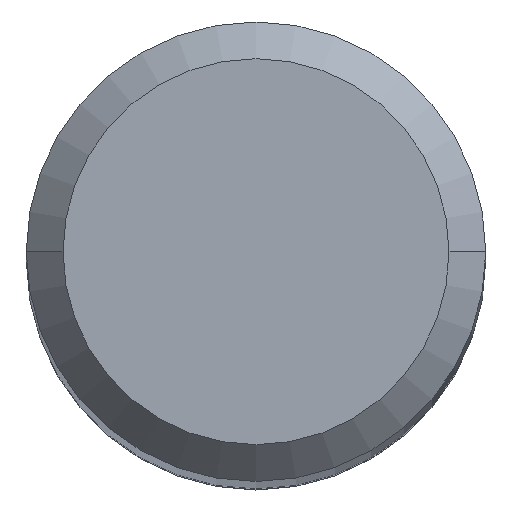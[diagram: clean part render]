
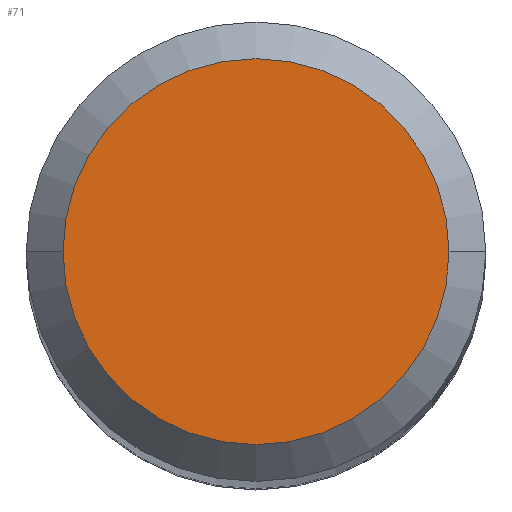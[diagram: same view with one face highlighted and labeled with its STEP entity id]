
A CAD part, top view. The second image highlights one B-rep face of the part: STEP entity #71.
In plain terms, the highlighted planar face has unit normal (0, 0, 1).
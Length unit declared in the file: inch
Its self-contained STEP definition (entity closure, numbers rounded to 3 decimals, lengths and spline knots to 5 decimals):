
#4 = AXIS2_PLACEMENT_3D ( 'NONE', #190, #284, #29 ) ;
#29 = DIRECTION ( 'NONE',  ( 1., 0., 0. ) ) ;
#38 = AXIS2_PLACEMENT_3D ( 'NONE', #94, #222, #139 ) ;
#71 = ADVANCED_FACE ( 'NONE', ( #259 ), #87, .T. ) ;
#86 = EDGE_LOOP ( 'NONE', ( #296, #216 ) ) ;
#87 = PLANE ( 'NONE',  #4 ) ;
#94 = CARTESIAN_POINT ( 'NONE',  ( 0., 0., 2. ) ) ;
#103 = VERTEX_POINT ( 'NONE', #350 ) ;
#111 = CARTESIAN_POINT ( 'NONE',  ( 0., 0., 2. ) ) ;
#115 = EDGE_CURVE ( 'NONE', #199, #103, #148, .T. ) ;
#118 = CIRCLE ( 'NONE', #325, 0.07875 ) ;
#139 = DIRECTION ( 'NONE',  ( 1., 0., 0. ) ) ;
#148 = CIRCLE ( 'NONE', #38, 0.07875 ) ;
#157 = CARTESIAN_POINT ( 'NONE',  ( -0.07875, 0., 2. ) ) ;
#190 = CARTESIAN_POINT ( 'NONE',  ( 0., 0., 2. ) ) ;
#199 = VERTEX_POINT ( 'NONE', #157 ) ;
#215 = DIRECTION ( 'NONE',  ( 0., 0., 1. ) ) ;
#216 = ORIENTED_EDGE ( 'NONE', *, *, #289, .T. ) ;
#222 = DIRECTION ( 'NONE',  ( 0., 0., 1. ) ) ;
#259 = FACE_OUTER_BOUND ( 'NONE', #86, .T. ) ;
#284 = DIRECTION ( 'NONE',  ( 0., 0., 1. ) ) ;
#289 = EDGE_CURVE ( 'NONE', #103, #199, #118, .T. ) ;
#296 = ORIENTED_EDGE ( 'NONE', *, *, #115, .T. ) ;
#325 = AXIS2_PLACEMENT_3D ( 'NONE', #111, #215, #340 ) ;
#340 = DIRECTION ( 'NONE',  ( 1., 0., 0. ) ) ;
#350 = CARTESIAN_POINT ( 'NONE',  ( 0.07875, 0., 2. ) ) ;
